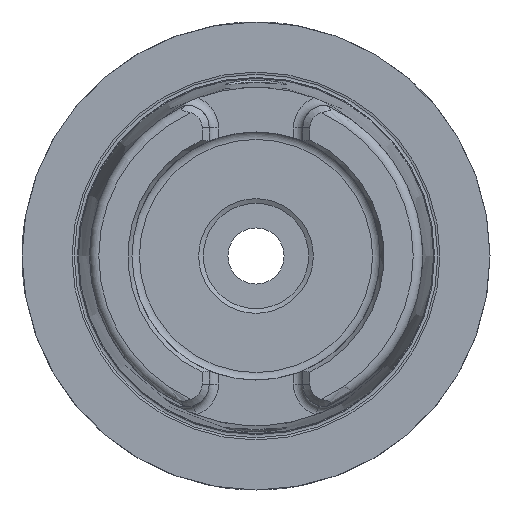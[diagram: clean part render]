
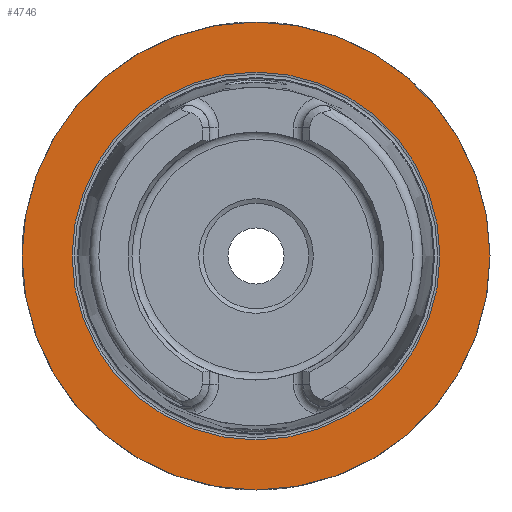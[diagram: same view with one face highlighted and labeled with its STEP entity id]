
A CAD part, left-side view. The second image highlights one B-rep face of the part: STEP entity #4746.
In plain terms, the highlighted planar face has unit normal (-1, 0, 0).
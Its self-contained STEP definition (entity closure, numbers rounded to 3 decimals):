
#901=CARTESIAN_POINT('',(0.,50.0,0.0));
#902=VERTEX_POINT('',#901);
#903=CARTESIAN_POINT('',(0.0,0.,0.0));
#904=DIRECTION('',(1.0,0.0,0.0));
#905=DIRECTION('',(0.0,1.0,0.0));
#906=AXIS2_PLACEMENT_3D('',#903,#904,#905);
#907=CIRCLE('',#906,50.0);
#908=EDGE_CURVE('',#902,#902,#907,.T.);
#4688=CARTESIAN_POINT('',(0.,39.297,0.0));
#4689=VERTEX_POINT('',#4688);
#4690=CARTESIAN_POINT('',(0.,0.0,0.0));
#4691=DIRECTION('',(1.0,0.0,0.0));
#4692=DIRECTION('',(0.0,1.0,0.0));
#4693=AXIS2_PLACEMENT_3D('',#4690,#4691,#4692);
#4694=CIRCLE('',#4693,39.297);
#4695=EDGE_CURVE('',#4689,#4689,#4694,.T.);
#4735=CARTESIAN_POINT('',(0.,44.004,0.0));
#4736=DIRECTION('',(-1.0,0.0,0.0));
#4737=DIRECTION('',(0.0,0.0,1.0));
#4738=AXIS2_PLACEMENT_3D('',#4735,#4736,#4737);
#4739=PLANE('',#4738);
#4740=ORIENTED_EDGE('',*,*,#908,.F.);
#4741=EDGE_LOOP('',(#4740));
#4742=FACE_OUTER_BOUND('',#4741,.T.);
#4743=ORIENTED_EDGE('',*,*,#4695,.T.);
#4744=EDGE_LOOP('',(#4743));
#4745=FACE_BOUND('',#4744,.T.);
#4746=ADVANCED_FACE('',(#4742,#4745),#4739,.T.);
